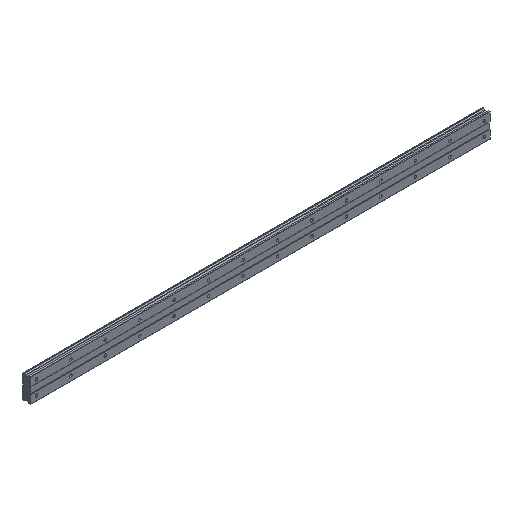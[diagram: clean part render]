
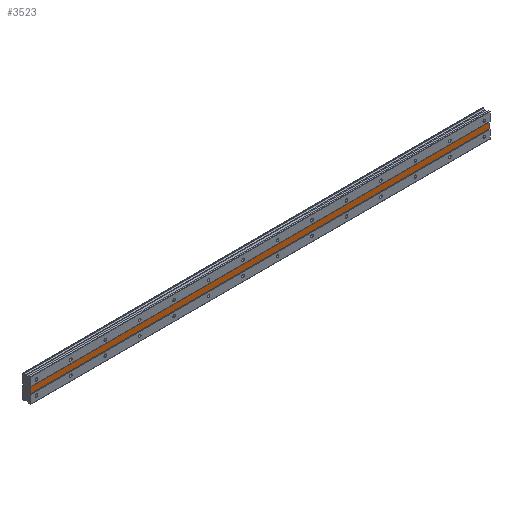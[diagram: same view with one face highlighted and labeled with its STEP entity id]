
A CAD part, isometric view. The second image highlights one B-rep face of the part: STEP entity #3523.
In plain terms, the highlighted planar face has unit normal (0, -1, 0).
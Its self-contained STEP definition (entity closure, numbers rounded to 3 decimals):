
#110 = ORIENTED_EDGE ( 'NONE', *, *, #2652, .T. ) ;
#291 = VECTOR ( 'NONE', #926, 1000. ) ;
#385 = VERTEX_POINT ( 'NONE', #2428 ) ;
#401 = VECTOR ( 'NONE', #1054, 1000. ) ;
#575 = VERTEX_POINT ( 'NONE', #3814 ) ;
#818 = CARTESIAN_POINT ( 'NONE',  ( 790., 1., 5. ) ) ;
#926 = DIRECTION ( 'NONE',  ( 1., 0., 0. ) ) ;
#1006 = AXIS2_PLACEMENT_3D ( 'NONE', #818, #3262, #5444 ) ;
#1054 = DIRECTION ( 'NONE',  ( 0., 0., -1. ) ) ;
#1196 = LINE ( 'NONE', #2058, #3983 ) ;
#1225 = DIRECTION ( 'NONE',  ( 0., 0., -1. ) ) ;
#1573 = PLANE ( 'NONE',  #1006 ) ;
#1728 = LINE ( 'NONE', #3889, #291 ) ;
#1932 = EDGE_CURVE ( 'NONE', #575, #385, #4518, .T. ) ;
#2058 = CARTESIAN_POINT ( 'NONE',  ( 790., 1., 20.827 ) ) ;
#2287 = LINE ( 'NONE', #2757, #401 ) ;
#2428 = CARTESIAN_POINT ( 'NONE',  ( 790., 1., -5. ) ) ;
#2626 = CARTESIAN_POINT ( 'NONE',  ( 790., 1., 5. ) ) ;
#2652 = EDGE_CURVE ( 'NONE', #3586, #575, #2287, .T. ) ;
#2757 = CARTESIAN_POINT ( 'NONE',  ( -10., 1., 20.827 ) ) ;
#2772 = VECTOR ( 'NONE', #2826, 1000. ) ;
#2826 = DIRECTION ( 'NONE',  ( 1., 0., 0. ) ) ;
#3000 = EDGE_CURVE ( 'NONE', #3039, #385, #1196, .T. ) ;
#3039 = VERTEX_POINT ( 'NONE', #2626 ) ;
#3093 = CARTESIAN_POINT ( 'NONE',  ( -10., 1., 5. ) ) ;
#3147 = ORIENTED_EDGE ( 'NONE', *, *, #3698, .F. ) ;
#3262 = DIRECTION ( 'NONE',  ( 0., 1., 0. ) ) ;
#3523 = ADVANCED_FACE ( 'NONE', ( #3784 ), #1573, .F. ) ;
#3586 = VERTEX_POINT ( 'NONE', #3093 ) ;
#3698 = EDGE_CURVE ( 'NONE', #3586, #3039, #1728, .T. ) ;
#3784 = FACE_OUTER_BOUND ( 'NONE', #3881, .T. ) ;
#3814 = CARTESIAN_POINT ( 'NONE',  ( -10., 1., -5. ) ) ;
#3881 = EDGE_LOOP ( 'NONE', ( #3900, #5414, #3147, #110 ) ) ;
#3889 = CARTESIAN_POINT ( 'NONE',  ( 790., 1., 5. ) ) ;
#3900 = ORIENTED_EDGE ( 'NONE', *, *, #1932, .T. ) ;
#3983 = VECTOR ( 'NONE', #1225, 1000. ) ;
#4116 = CARTESIAN_POINT ( 'NONE',  ( 790., 1., -5. ) ) ;
#4518 = LINE ( 'NONE', #4116, #2772 ) ;
#5414 = ORIENTED_EDGE ( 'NONE', *, *, #3000, .F. ) ;
#5444 = DIRECTION ( 'NONE',  ( 0., 0., 1. ) ) ;
